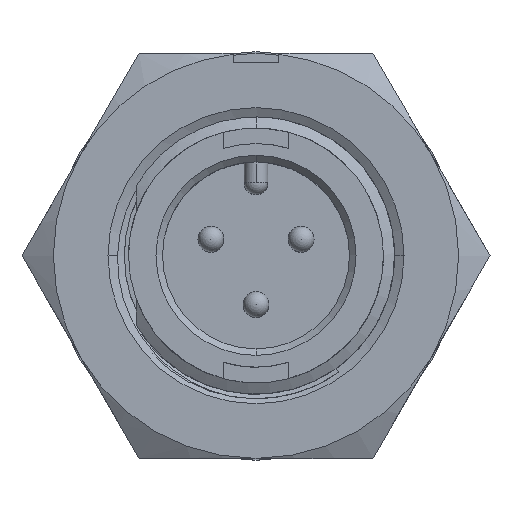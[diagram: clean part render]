
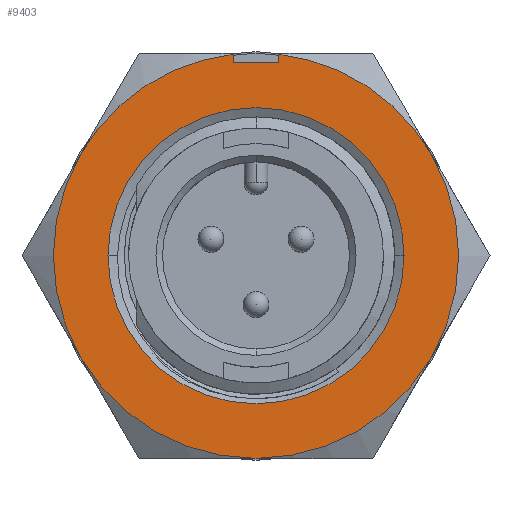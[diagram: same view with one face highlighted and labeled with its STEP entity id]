
A CAD part, top view. The second image highlights one B-rep face of the part: STEP entity #9403.
In plain terms, the highlighted planar face has unit normal (0, 0, 1).
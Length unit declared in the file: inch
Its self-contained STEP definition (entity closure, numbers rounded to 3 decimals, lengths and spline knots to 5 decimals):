
#623 = ORIENTED_EDGE ( 'NONE', *, *, #8794, .F. ) ;
#681 = ORIENTED_EDGE ( 'NONE', *, *, #8853, .F. ) ;
#690 = ORIENTED_EDGE ( 'NONE', *, *, #9059, .T. ) ;
#692 = ORIENTED_EDGE ( 'NONE', *, *, #8851, .F. ) ;
#708 = ORIENTED_EDGE ( 'NONE', *, *, #8896, .F. ) ;
#723 = VERTEX_POINT ( 'NONE', #3770 ) ;
#724 = ORIENTED_EDGE ( 'NONE', *, *, #9032, .F. ) ;
#761 = ORIENTED_EDGE ( 'NONE', *, *, #8901, .T. ) ;
#788 = EDGE_LOOP ( 'NONE', ( #761, #824, #623, #809, #1566, #692, #681, #708, #690 ) ) ;
#795 = EDGE_LOOP ( 'NONE', ( #724, #1541 ) ) ;
#809 = ORIENTED_EDGE ( 'NONE', *, *, #8941, .F. ) ;
#824 = ORIENTED_EDGE ( 'NONE', *, *, #9139, .T. ) ;
#868 = VERTEX_POINT ( 'NONE', #3918 ) ;
#1048 = VERTEX_POINT ( 'NONE', #4144 ) ;
#1072 = VERTEX_POINT ( 'NONE', #4190 ) ;
#1141 = VERTEX_POINT ( 'NONE', #4272 ) ;
#1194 = VERTEX_POINT ( 'NONE', #3803 ) ;
#1264 = VERTEX_POINT ( 'NONE', #4162 ) ;
#1274 = VERTEX_POINT ( 'NONE', #4252 ) ;
#1315 = VERTEX_POINT ( 'NONE', #4181 ) ;
#1342 = VERTEX_POINT ( 'NONE', #4239 ) ;
#1449 = VERTEX_POINT ( 'NONE', #3894 ) ;
#1541 = ORIENTED_EDGE ( 'NONE', *, *, #9073, .F. ) ;
#1566 = ORIENTED_EDGE ( 'NONE', *, *, #9052, .F. ) ;
#2874 = CARTESIAN_POINT ( 'NONE',  ( 0., 0., 0.291 ) ) ;
#2875 = DIRECTION ( 'NONE',  ( 0., 1., 0. ) ) ;
#2877 = DIRECTION ( 'NONE',  ( 0., 0., -1. ) ) ;
#3102 = DIRECTION ( 'NONE',  ( -1., 0., 0. ) ) ;
#3114 = CARTESIAN_POINT ( 'NONE',  ( 0., 0., 0.291 ) ) ;
#3115 = CARTESIAN_POINT ( 'NONE',  ( 0., 0., 0.291 ) ) ;
#3149 = CARTESIAN_POINT ( 'NONE',  ( 0.035, 0.35188, 0.291 ) ) ;
#3152 = DIRECTION ( 'NONE',  ( 0., -1., 0. ) ) ;
#3153 = DIRECTION ( 'NONE',  ( 0., 0., -1. ) ) ;
#3189 = CARTESIAN_POINT ( 'NONE',  ( 0., 0., 0.291 ) ) ;
#3190 = DIRECTION ( 'NONE',  ( 0., 0., 1. ) ) ;
#3191 = DIRECTION ( 'NONE',  ( 1., 0., 0. ) ) ;
#3427 = DIRECTION ( 'NONE',  ( 1., 0., 0. ) ) ;
#3645 = DIRECTION ( 'NONE',  ( 0., 0., 1. ) ) ;
#3648 = LINE ( 'NONE', #3149, #5338 ) ;
#3770 = CARTESIAN_POINT ( 'NONE',  ( -0.035, 0.295, 0.291 ) ) ;
#3803 = CARTESIAN_POINT ( 'NONE',  ( -0.035, 0.30802, 0.291 ) ) ;
#3894 = CARTESIAN_POINT ( 'NONE',  ( 0., -0.31, 0.291 ) ) ;
#3918 = CARTESIAN_POINT ( 'NONE',  ( 0.26847, 0.155, 0.291 ) ) ;
#4144 = CARTESIAN_POINT ( 'NONE',  ( -0.26847, 0.155, 0.291 ) ) ;
#4162 = CARTESIAN_POINT ( 'NONE',  ( 0.035, 0.30802, 0.291 ) ) ;
#4181 = CARTESIAN_POINT ( 'NONE',  ( 0.2265, 0., 0.291 ) ) ;
#4190 = CARTESIAN_POINT ( 'NONE',  ( -0.26847, -0.155, 0.291 ) ) ;
#4233 = CARTESIAN_POINT ( 'NONE',  ( 0., 0., 0.291 ) ) ;
#4239 = CARTESIAN_POINT ( 'NONE',  ( -0.2265, 0., 0.291 ) ) ;
#4252 = CARTESIAN_POINT ( 'NONE',  ( 0.26847, -0.155, 0.291 ) ) ;
#4272 = CARTESIAN_POINT ( 'NONE',  ( 0.035, 0.295, 0.291 ) ) ;
#4297 = DIRECTION ( 'NONE',  ( 0., 0., -1. ) ) ;
#4305 = DIRECTION ( 'NONE',  ( -1., 0., 0. ) ) ;
#5292 = VECTOR ( 'NONE', #5707, 39.37008 ) ;
#5337 = AXIS2_PLACEMENT_3D ( 'NONE', #9611, #9551, #9545 ) ;
#5338 = VECTOR ( 'NONE', #3152, 39.37008 ) ;
#5351 = AXIS2_PLACEMENT_3D ( 'NONE', #2874, #2877, #2875 ) ;
#5418 = VECTOR ( 'NONE', #9574, 39.37008 ) ;
#5447 = AXIS2_PLACEMENT_3D ( 'NONE', #10011, #10010, #10018 ) ;
#5454 = AXIS2_PLACEMENT_3D ( 'NONE', #10037, #10027, #10024 ) ;
#5511 = AXIS2_PLACEMENT_3D ( 'NONE', #3189, #3190, #3191 ) ;
#5526 = AXIS2_PLACEMENT_3D ( 'NONE', #3115, #3153, #3102 ) ;
#5532 = AXIS2_PLACEMENT_3D ( 'NONE', #3114, #3645, #3427 ) ;
#5582 = AXIS2_PLACEMENT_3D ( 'NONE', #4233, #4297, #4305 ) ;
#5707 = DIRECTION ( 'NONE',  ( 0., 1., 0. ) ) ;
#5715 = CARTESIAN_POINT ( 'NONE',  ( -0.035, 0.35188, 0.291 ) ) ;
#5718 = LINE ( 'NONE', #5715, #5292 ) ;
#6316 = FACE_BOUND ( 'NONE', #795, .T. ) ;
#6499 = AXIS2_PLACEMENT_3D ( 'NONE', #10972, #10973, #10974 ) ;
#6761 = FACE_OUTER_BOUND ( 'NONE', #788, .T. ) ;
#8794 = EDGE_CURVE ( 'NONE', #1048, #1194, #9077, .T. ) ;
#8851 = EDGE_CURVE ( 'NONE', #1274, #1449, #8988, .T. ) ;
#8853 = EDGE_CURVE ( 'NONE', #868, #1274, #9207, .T. ) ;
#8896 = EDGE_CURVE ( 'NONE', #1264, #868, #8939, .T. ) ;
#8901 = EDGE_CURVE ( 'NONE', #1141, #723, #9490, .T. ) ;
#8905 = CIRCLE ( 'NONE', #5511, 0.2265 ) ;
#8939 = CIRCLE ( 'NONE', #5337, 0.31 ) ;
#8941 = EDGE_CURVE ( 'NONE', #1072, #1048, #9006, .T. ) ;
#8988 = CIRCLE ( 'NONE', #5454, 0.31 ) ;
#9006 = CIRCLE ( 'NONE', #5351, 0.31 ) ;
#9032 = EDGE_CURVE ( 'NONE', #1315, #1342, #8905, .T. ) ;
#9052 = EDGE_CURVE ( 'NONE', #1449, #1072, #9409, .T. ) ;
#9059 = EDGE_CURVE ( 'NONE', #1264, #1141, #3648, .T. ) ;
#9073 = EDGE_CURVE ( 'NONE', #1342, #1315, #9408, .T. ) ;
#9077 = CIRCLE ( 'NONE', #5582, 0.31 ) ;
#9139 = EDGE_CURVE ( 'NONE', #723, #1194, #5718, .T. ) ;
#9207 = CIRCLE ( 'NONE', #5447, 0.31 ) ;
#9403 = ADVANCED_FACE ( 'NONE', ( #6316, #6761 ), #10971, .F. ) ;
#9408 = CIRCLE ( 'NONE', #5532, 0.2265 ) ;
#9409 = CIRCLE ( 'NONE', #5526, 0.31 ) ;
#9490 = LINE ( 'NONE', #9615, #5418 ) ;
#9545 = DIRECTION ( 'NONE',  ( 0., 1., 0. ) ) ;
#9551 = DIRECTION ( 'NONE',  ( 0., 0., -1. ) ) ;
#9574 = DIRECTION ( 'NONE',  ( -1., 0., 0. ) ) ;
#9611 = CARTESIAN_POINT ( 'NONE',  ( 0., 0., 0.291 ) ) ;
#9615 = CARTESIAN_POINT ( 'NONE',  ( -0.035, 0.295, 0.291 ) ) ;
#10010 = DIRECTION ( 'NONE',  ( 0., 0., -1. ) ) ;
#10011 = CARTESIAN_POINT ( 'NONE',  ( 0., 0., 0.291 ) ) ;
#10018 = DIRECTION ( 'NONE',  ( -1., 0., 0. ) ) ;
#10024 = DIRECTION ( 'NONE',  ( -1., 0., 0. ) ) ;
#10027 = DIRECTION ( 'NONE',  ( 0., 0., -1. ) ) ;
#10037 = CARTESIAN_POINT ( 'NONE',  ( 0., 0., 0.291 ) ) ;
#10971 = PLANE ( 'NONE',  #6499 ) ;
#10972 = CARTESIAN_POINT ( 'NONE',  ( 0., -0.62, 0.291 ) ) ;
#10973 = DIRECTION ( 'NONE',  ( 0., 0., -1. ) ) ;
#10974 = DIRECTION ( 'NONE',  ( -1., 0., 0. ) ) ;
